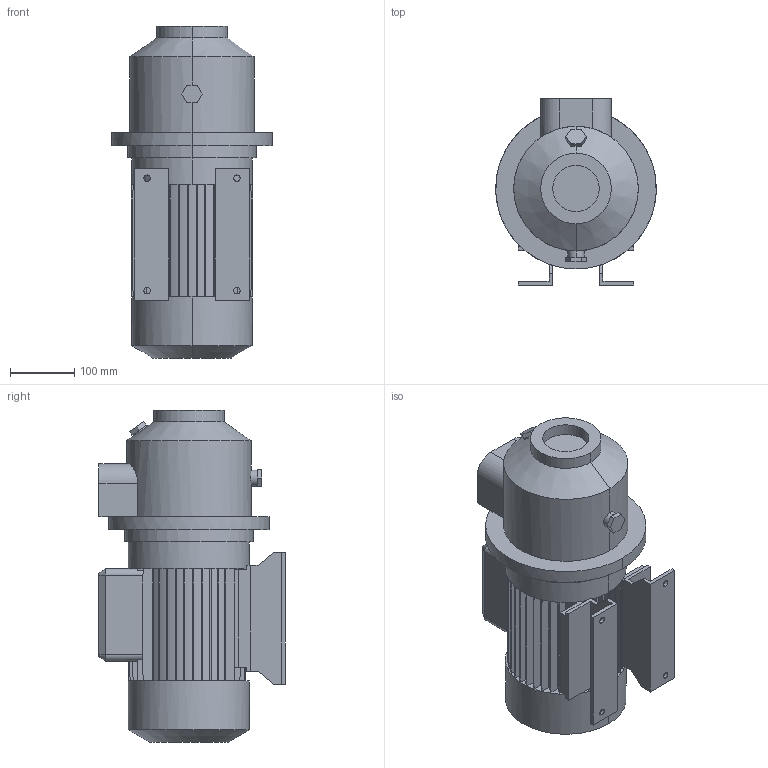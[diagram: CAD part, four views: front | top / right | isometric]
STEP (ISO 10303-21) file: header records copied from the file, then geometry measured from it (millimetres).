
FILE_DESCRIPTION (( 'STEP AP203' ), '1' );
FILE_NAME ('10017486swp00.step', '2023-04-28T07:11:50', ( '' ), ( '' ), 'SwSTEP 2.0', 'SolidWorks 2020', '' );
FILE_SCHEMA (( 'CONFIG_CONTROL_DESIGN' ));
Length unit declared in the file: millimetre
Products named in the file (1): 10017486swp00
Bounding box: 250 x 290 x 517 mm (x, y, z)
Volume: 14804788.6 mm3; surface area: 730933.9 mm2
Topology: 2 solids, 2 shells, 365 faces, 1037 edges, 684 vertices
Faces by surface type: plane 284, cylinder 73, cone 8
Entity records: 12137 total; most frequent: CARTESIAN_POINT 2440, ORIENTED_EDGE 2074, DIRECTION 1905, EDGE_CURVE 1037, VECTOR 869, LINE 869, VERTEX_POINT 684, AXIS2_PLACEMENT_3D 518
